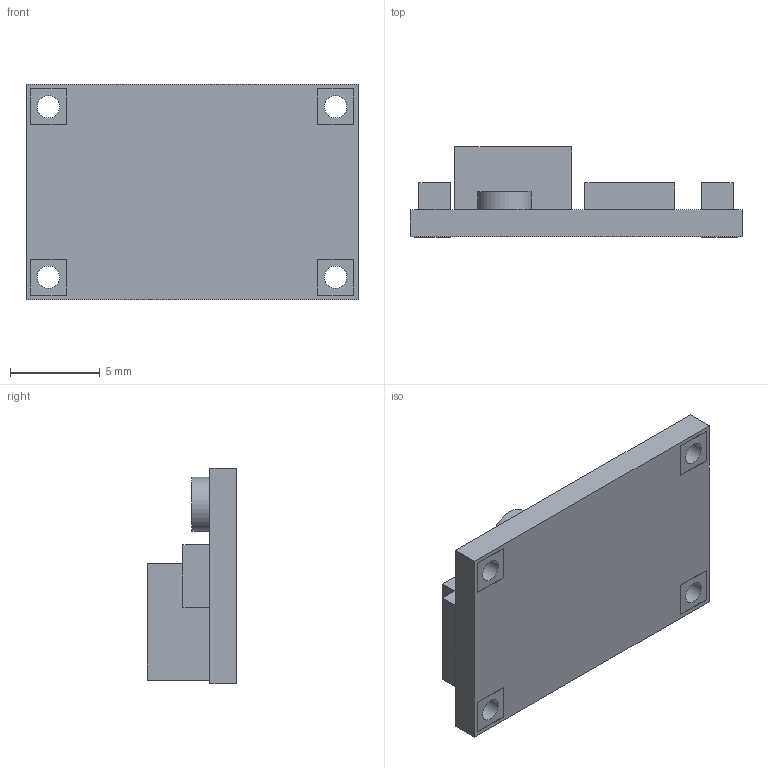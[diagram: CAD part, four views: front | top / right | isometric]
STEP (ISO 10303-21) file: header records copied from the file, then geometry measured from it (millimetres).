
FILE_DESCRIPTION(/* description */ (''),/* implementation_level */ '2;1');
FILE_NAME(/* name */ 'LM2596_DC-DC-Step-Down-Converter.stp',/* time_stamp */ '2018-04-14T18:03:34+02:00',/* author */ ('Admin'),/* organization */ (''),/* preprocessor_version */ 'ST-DEVELOPER v17',/* originating_system */ 'Autodesk Inventor 2018',/* authorisation */ '');
FILE_SCHEMA (('AUTOMOTIVE_DESIGN { 1 0 10303 214 3 1 1 }'));
Length unit declared in the file: millimetre
Products named in the file (1): Part2
Bounding box: 18.5 x 5.01 x 12 mm (x, y, z)
Volume: 523.2 mm3; surface area: 715.6 mm2
Topology: 1 solids, 1 shells, 89 faces, 223 edges, 150 vertices
Faces by surface type: plane 84, cylinder 5
Full cylindrical faces by diameter (mm): 1.25 x4, 3 x1
Entity records: 2809 total; most frequent: CARTESIAN_POINT 463, ORIENTED_EDGE 446, DIRECTION 417, EDGE_CURVE 223, LINE 209, VECTOR 209, VERTEX_POINT 150, EDGE_LOOP 111
